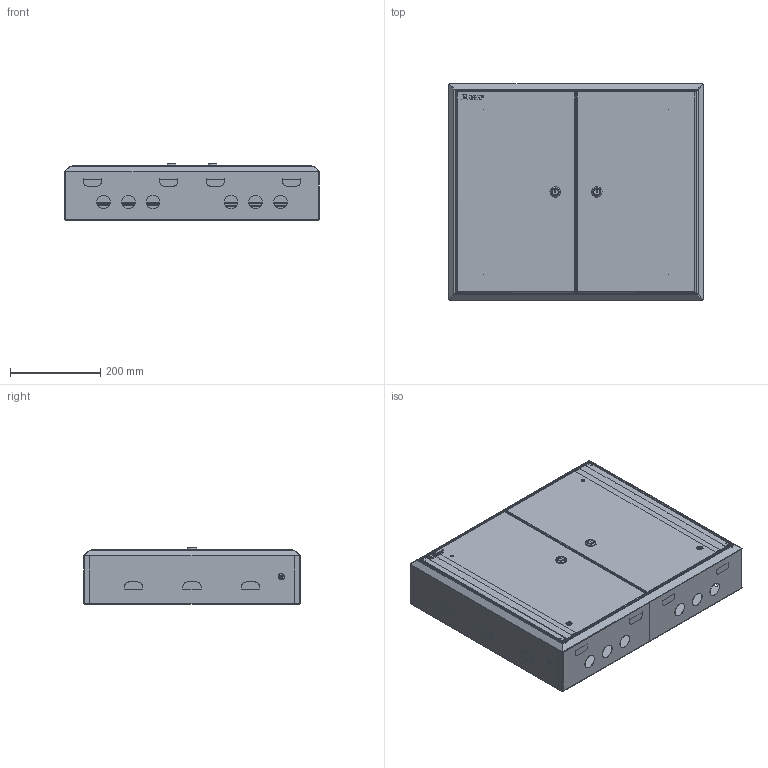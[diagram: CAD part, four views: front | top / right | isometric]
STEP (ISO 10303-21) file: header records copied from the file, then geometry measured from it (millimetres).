
FILE_DESCRIPTION (( 'STEP AP214' ), '1' );
FILE_NAME ('ÙÐÍ-72 äâóõäâ (480õ565õ120) IP31 EKF ÌÈ-723.STEP', '2017-08-30T13:44:15', ( 'Admin' ), ( '' ), 'SwSTEP 2.0', 'SolidWorks 2017', '' );
FILE_SCHEMA (( 'AUTOMOTIVE_DESIGN' ));
Length unit declared in the file: millimetre
Products named in the file (31): pan head cross recess screw_din_ISO 7045 - M4 x 6 - Z --- 6N; Ïðîêëàäêà; Washer 6402_3_gost_丐ｩ｡ 2 6 ヮ葬 6402-70; Ïðîêëàäêà ìåòàëëè÷åñêàÿ; Òåëî çàìêà; ﾌﾈ-671.02.00.002 ﾐ裔; 呧蜦 3D; Çàêëåïêà öèëèíäðè÷åñêàÿ Ì4 ÑÒ-Á ñ âíóòðåííåé ðåçüáîé_Œ8; cross ph tapping 968_din_Screw DIN 968-ST4.2x13-C-H-N; ﾌﾈ-723.02.00.001 ﾄ粢; pan head cross recess screw_din_ISO 7045 - M4 x 16 - Z --- 16N; ÌÈ-723.01.00.000 Êîðïóñ â ñáîðå; ÌÈ-723.03.00.000 Ôàëüøïàíåëü â ñáîðå; ÌÈ-723.01.03.000 Ïåðåãîðîäêà â ñáîðå; ÌÈ-723.03.00.001 Ôàëüøïàíåëü; ÌÈ-723.01.03.001 Ïåðåãîðîäêà; DIN-ðåéêà; ÌÈ-723.01.02.000 Ñòåíêà çàäíÿÿ â ñáîðå; hex flange nut_din_Hexagon Flange Nut DIN 6923 - M6 - N; ÌÈ-723.01.02.001 Ñòåíêà çàäíÿÿ; ÌÈ-723.02.00.000 Äâåðü â ñáîðå; ÌÈ-723.01.01.000 Ñòåíêà ïðàâàÿ â ñáîðå; Çàìîê ïî÷òîâûé; Øïèëüêà Ì6õ12; ßçû÷îê 2; Êðîíøòåéí 40õ40; Âíóòðåííåå òåëî çàìêà; ÌÈ-723.01.01.001 Ñòåíêà ïðàâàÿ; Ãàéêà; Ïðîêëàäêà ìåòàëëè÷åñêàÿ 2; ÙÐÍ-72 äâóõäâ (480õ565õ120) IP31 EKF ÌÈ-723
Assembly tree (86 placements, depth 4):
  ÙÐÍ-72 äâóõäâ (480õ565õ120) IP31 EKF ÌÈ-723
    ÌÈ-723.01.00.000 Êîðïóñ â ñáîðå
      ÌÈ-723.01.01.000 Ñòåíêà ïðàâàÿ â ñáîðå
        ÌÈ-723.01.01.001 Ñòåíêà ïðàâàÿ
        Êðîíøòåéí 40õ40  x11
        Øïèëüêà Ì6õ12
      ÌÈ-723.01.02.000 Ñòåíêà çàäíÿÿ â ñáîðå
        ÌÈ-723.01.02.001 Ñòåíêà çàäíÿÿ
        Êðîíøòåéí 40õ40  x3
        Øïèëüêà Ì6õ12
      ÌÈ-723.01.03.000 Ïåðåãîðîäêà â ñáîðå
        ÌÈ-723.01.03.001 Ïåðåãîðîäêà
        Êðîíøòåéí 40õ40  x6
    ÌÈ-723.02.00.000 Äâåðü â ñáîðå  x2
      ﾌﾈ-723.02.00.001 ﾄ粢
      Øïèëüêà Ì6õ12
      Çàêëåïêà öèëèíäðè÷åñêàÿ Ì4 ÑÒ-Á ñ âíóòðåííåé ðåçüáîé_Œ8
      ﾌﾈ-671.02.00.002 ﾐ裔
      Çàìîê ïî÷òîâûé
        Òåëî çàìêà
        Ïðîêëàäêà ìåòàëëè÷åñêàÿ
        Washer 6402_3_gost_丐ｩ｡ 2 6 ヮ葬 6402-70
        Ïðîêëàäêà
        pan head cross recess screw_din_ISO 7045 - M4 x 6 - Z --- 6N
        Ïðîêëàäêà ìåòàëëè÷åñêàÿ 2
        Ãàéêà
        Âíóòðåííåå òåëî çàìêà
        ßçû÷îê 2
    hex flange nut_din_Hexagon Flange Nut DIN 6923 - M6 - N  x4
    DIN-ðåéêà  x6
    ÌÈ-723.03.00.000 Ôàëüøïàíåëü â ñáîðå  x2
      ÌÈ-723.03.00.001 Ôàëüøïàíåëü
      Øïèëüêà Ì6õ12
    pan head cross recess screw_din_ISO 7045 - M4 x 16 - Z --- 16N  x4
    cross ph tapping 968_din_Screw DIN 968-ST4.2x13-C-H-N  x20
    呧蜦 3D
Bounding box: 565 x 480 x 124.78 mm (x, y, z)
Volume: 933229.8 mm3; surface area: 2510961.1 mm2
Topology: 101 solids, 101 shells, 3150 faces, 7980 edges, 5078 vertices
Faces by surface type: plane 1720, cylinder 876, bspline 286, cone 168, sphere 52, torus 48
Entity records: 34829 total; most frequent: CARTESIAN_POINT 9653, ORIENTED_EDGE 4764, DIRECTION 4716, EDGE_CURVE 2382, AXIS2_PLACEMENT_3D 1586, LINE 1544, VECTOR 1544, VERTEX_POINT 1469
